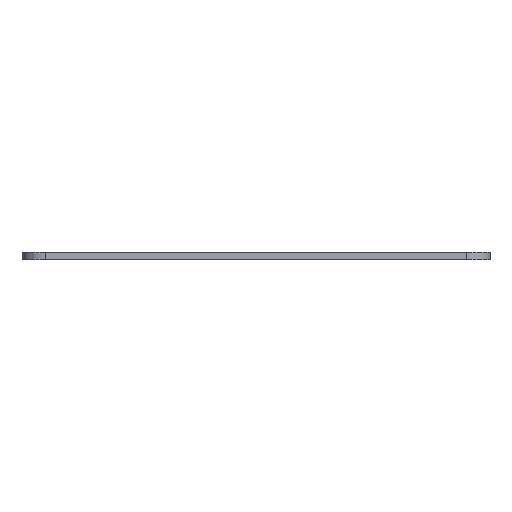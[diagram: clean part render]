
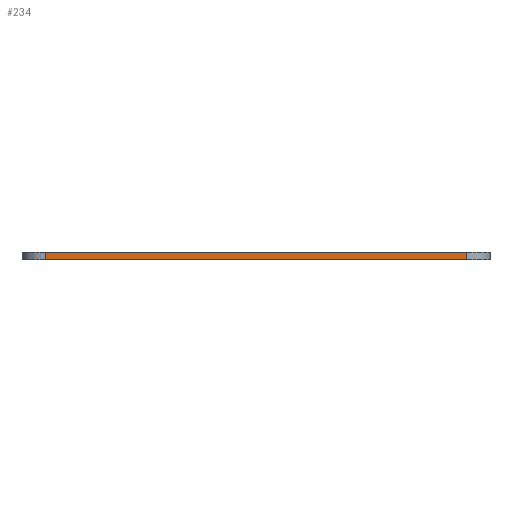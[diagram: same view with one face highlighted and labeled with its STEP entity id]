
A CAD part, left-side view. The second image highlights one B-rep face of the part: STEP entity #234.
In plain terms, the highlighted planar face has unit normal (-1, 0, 0).
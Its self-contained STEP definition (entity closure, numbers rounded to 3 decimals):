
#38 = EDGE_LOOP ( 'NONE', ( #450, #476, #395, #41 ) ) ;
#41 = ORIENTED_EDGE ( 'NONE', *, *, #788, .T. ) ;
#43 = EDGE_CURVE ( 'NONE', #431, #787, #207, .T. ) ;
#62 = VERTEX_POINT ( 'NONE', #75 ) ;
#70 = CARTESIAN_POINT ( 'NONE',  ( -493.502, 399.709, 900. ) ) ;
#75 = CARTESIAN_POINT ( 'NONE',  ( -493.502, -550.291, 885. ) ) ;
#81 = VERTEX_POINT ( 'NONE', #712 ) ;
#109 = DIRECTION ( 'NONE',  ( 0., 0., 1. ) ) ;
#162 = FACE_OUTER_BOUND ( 'NONE', #38, .T. ) ;
#207 = LINE ( 'NONE', #774, #733 ) ;
#225 = VECTOR ( 'NONE', #791, 1000. ) ;
#234 = ADVANCED_FACE ( 'NONE', ( #162 ), #408, .F. ) ;
#246 = CARTESIAN_POINT ( 'NONE',  ( -493.502, -550.291, 885. ) ) ;
#260 = AXIS2_PLACEMENT_3D ( 'NONE', #286, #406, #525 ) ;
#286 = CARTESIAN_POINT ( 'NONE',  ( -493.502, 399.709, 885. ) ) ;
#307 = CARTESIAN_POINT ( 'NONE',  ( -493.502, 349.709, 885. ) ) ;
#311 = CARTESIAN_POINT ( 'NONE',  ( -493.502, 399.709, 885. ) ) ;
#322 = DIRECTION ( 'NONE',  ( 0., 0., -1. ) ) ;
#328 = VECTOR ( 'NONE', #109, 1000. ) ;
#334 = DIRECTION ( 'NONE',  ( 0., 1., 0. ) ) ;
#395 = ORIENTED_EDGE ( 'NONE', *, *, #762, .F. ) ;
#406 = DIRECTION ( 'NONE',  ( 1., 0., 0. ) ) ;
#408 = PLANE ( 'NONE',  #260 ) ;
#411 = EDGE_CURVE ( 'NONE', #81, #431, #644, .T. ) ;
#422 = VECTOR ( 'NONE', #334, 1000. ) ;
#431 = VERTEX_POINT ( 'NONE', #763 ) ;
#450 = ORIENTED_EDGE ( 'NONE', *, *, #411, .T. ) ;
#476 = ORIENTED_EDGE ( 'NONE', *, *, #43, .T. ) ;
#525 = DIRECTION ( 'NONE',  ( 0., 1., 0. ) ) ;
#554 = LINE ( 'NONE', #246, #328 ) ;
#619 = LINE ( 'NONE', #311, #225 ) ;
#644 = LINE ( 'NONE', #70, #422 ) ;
#712 = CARTESIAN_POINT ( 'NONE',  ( -493.502, -550.291, 900. ) ) ;
#733 = VECTOR ( 'NONE', #322, 1000. ) ;
#762 = EDGE_CURVE ( 'NONE', #62, #787, #619, .T. ) ;
#763 = CARTESIAN_POINT ( 'NONE',  ( -493.502, 349.709, 900. ) ) ;
#774 = CARTESIAN_POINT ( 'NONE',  ( -493.502, 349.709, 885. ) ) ;
#787 = VERTEX_POINT ( 'NONE', #307 ) ;
#788 = EDGE_CURVE ( 'NONE', #62, #81, #554, .T. ) ;
#791 = DIRECTION ( 'NONE',  ( 0., 1., 0. ) ) ;
